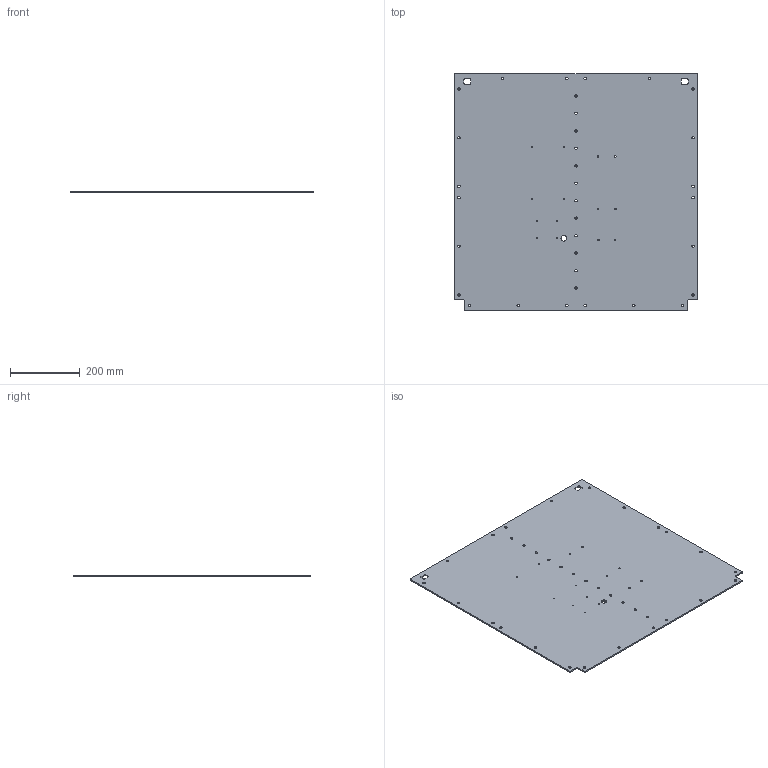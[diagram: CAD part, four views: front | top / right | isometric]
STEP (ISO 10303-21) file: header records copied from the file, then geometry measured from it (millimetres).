
FILE_DESCRIPTION(/* description */ (''),/* implementation_level */ '2;1');
FILE_NAME(/* name */ 'panel_electronics_500.step',/* time_stamp */ '2023-03-22T12:56:52Z',/* author */ (''),/* organization */ (''),/* preprocessor_version */ 'ST-DEVELOPER v19.2',/* originating_system */ 'Autodesk Translation Framework v11.17.0.187',/* authorisation */ '');
FILE_SCHEMA (('AUTOMOTIVE_DESIGN { 1 0 10303 214 3 1 1 }'));
Length unit declared in the file: millimetre
Products named in the file (1): panel_electronics_500
Bounding box: 698 x 678 x 4 mm (x, y, z)
Volume: 1876717.7 mm3; surface area: 953751.2 mm2
Topology: 1 solids, 1 shells, 83 faces, 243 edges, 162 vertices
Faces by surface type: cylinder 65, plane 18
Full cylindrical faces by diameter (mm): 3.1 x4, 3.6 x4, 4.8 x6, 7 x34, 16 x1
Entity records: 3064 total; most frequent: DIRECTION 541, CARTESIAN_POINT 489, ORIENTED_EDGE 486, EDGE_CURVE 243, AXIS2_PLACEMENT_3D 214, EDGE_LOOP 185, VERTEX_POINT 162, CIRCLE 130
